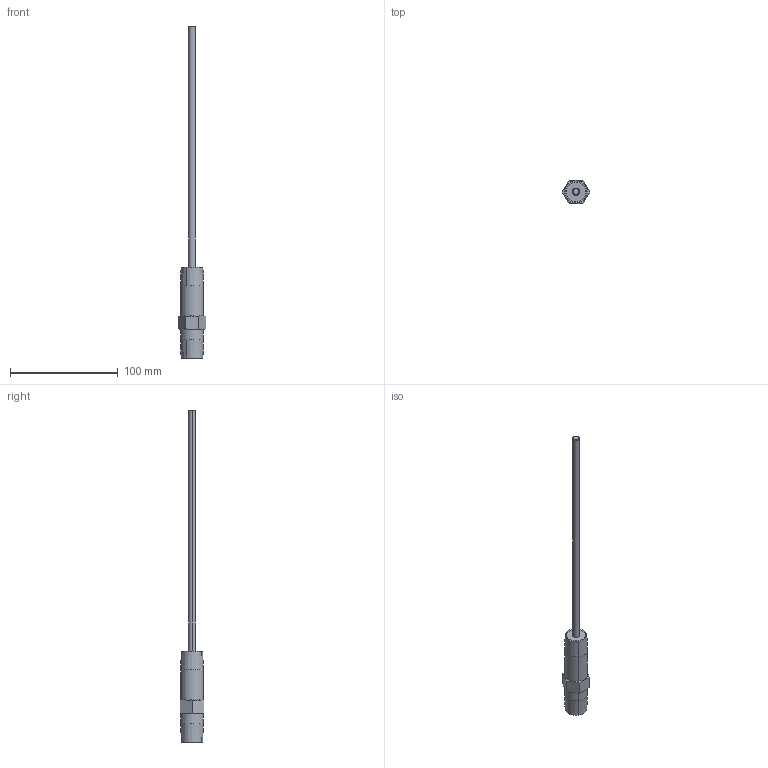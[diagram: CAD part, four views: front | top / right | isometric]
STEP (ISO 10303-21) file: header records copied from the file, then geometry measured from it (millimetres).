
FILE_DESCRIPTION((''),'2;1');
FILE_NAME('00214-1001-D0011_ASM','2015-12-10T',('johnarm'),('Rosemount Measurement Division'),'PRO/ENGINEER BY PARAMETRIC TECHNOLOGY CORPORATION, 2013430','PRO/ENGINEER BY PARAMETRIC TECHNOLOGY CORPORATION, 2013430','');
FILE_SCHEMA(('CONFIG_CONTROL_DESIGN'));
Length unit declared in the file: inch
Products named in the file (6): 00079-1040-D002; 00068-0019-0001; C53109-0101-0001; 00068-0021-0003; 00068-0022-0001-COMPRESSED; 00214-1001-D0011_ASM
Assembly tree (5 placements, depth 2):
  00214-1001-D0011_ASM
    00079-1040-D002
    00068-0019-0001
    C53109-0101-0001
    00068-0021-0003
    00068-0022-0001-COMPRESSED
Bounding box: 25.66 x 22.23 x 308.13 mm (x, y, z)
Volume: 31293.1 mm3; surface area: 19939.4 mm2
Topology: 5 solids, 7 shells, 513 faces, 1370 edges, 899 vertices
Faces by surface type: plane 279, bspline 160, cylinder 42, cone 18, torus 14
Entity records: 22873 total; most frequent: CARTESIAN_POINT 10904, ORIENTED_EDGE 2732, DIRECTION 1931, EDGE_CURVE 1370, VERTEX_POINT 899, VECTOR 863, LINE 863, EDGE_LOOP 549
